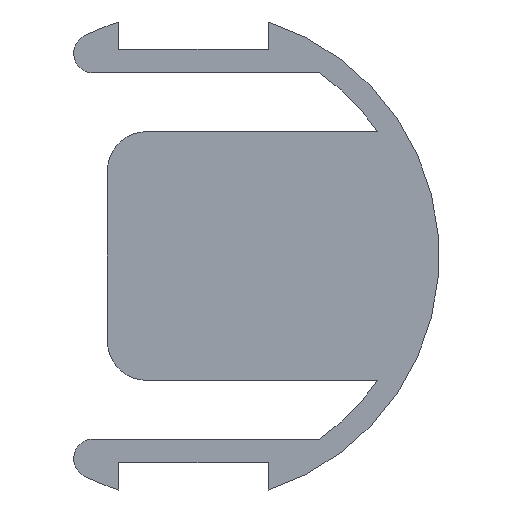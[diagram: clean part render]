
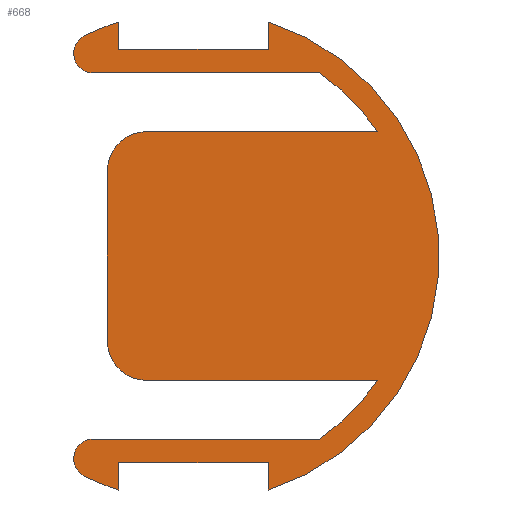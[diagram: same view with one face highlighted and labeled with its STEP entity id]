
A CAD part, left-side view. The second image highlights one B-rep face of the part: STEP entity #668.
In plain terms, the highlighted planar face has unit normal (-1, 0, 0).
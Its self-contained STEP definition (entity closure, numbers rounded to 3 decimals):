
#31=PLANE('',#717);
#57=FACE_OUTER_BOUND('',#92,.T.);
#92=EDGE_LOOP('',(#529,#530,#531,#532,#533,#534,#535,#536,#537,#538,#539,
#540,#541,#542,#543,#544,#545,#546,#547,#548));
#161=LINE('',#1058,#238);
#162=LINE('',#1062,#239);
#163=LINE('',#1066,#240);
#164=LINE('',#1070,#241);
#165=LINE('',#1076,#242);
#166=LINE('',#1078,#243);
#167=LINE('',#1080,#244);
#168=LINE('',#1084,#245);
#169=LINE('',#1086,#246);
#170=LINE('',#1088,#247);
#171=LINE('',#1094,#248);
#238=VECTOR('',#844,10.);
#239=VECTOR('',#847,10.);
#240=VECTOR('',#850,10.);
#241=VECTOR('',#853,10.);
#242=VECTOR('',#858,10.);
#243=VECTOR('',#859,10.);
#244=VECTOR('',#860,10.);
#245=VECTOR('',#863,10.);
#246=VECTOR('',#864,10.);
#247=VECTOR('',#865,10.);
#248=VECTOR('',#870,10.);
#283=CIRCLE('',#718,2.);
#284=CIRCLE('',#719,2.);
#285=CIRCLE('',#720,11.35);
#286=CIRCLE('',#721,1.);
#287=CIRCLE('',#722,12.55);
#288=CIRCLE('',#723,12.55);
#289=CIRCLE('',#724,12.55);
#290=CIRCLE('',#725,1.);
#291=CIRCLE('',#726,11.35);
#336=VERTEX_POINT('',#1056);
#337=VERTEX_POINT('',#1057);
#338=VERTEX_POINT('',#1059);
#339=VERTEX_POINT('',#1061);
#340=VERTEX_POINT('',#1063);
#341=VERTEX_POINT('',#1065);
#342=VERTEX_POINT('',#1067);
#343=VERTEX_POINT('',#1069);
#344=VERTEX_POINT('',#1071);
#345=VERTEX_POINT('',#1073);
#346=VERTEX_POINT('',#1075);
#347=VERTEX_POINT('',#1077);
#348=VERTEX_POINT('',#1079);
#349=VERTEX_POINT('',#1081);
#350=VERTEX_POINT('',#1083);
#351=VERTEX_POINT('',#1085);
#352=VERTEX_POINT('',#1087);
#353=VERTEX_POINT('',#1089);
#354=VERTEX_POINT('',#1091);
#355=VERTEX_POINT('',#1093);
#410=EDGE_CURVE('',#336,#337,#161,.T.);
#411=EDGE_CURVE('',#337,#338,#283,.T.);
#412=EDGE_CURVE('',#338,#339,#162,.T.);
#413=EDGE_CURVE('',#339,#340,#284,.T.);
#414=EDGE_CURVE('',#340,#341,#163,.T.);
#415=EDGE_CURVE('',#341,#342,#285,.T.);
#416=EDGE_CURVE('',#342,#343,#164,.T.);
#417=EDGE_CURVE('',#343,#344,#286,.T.);
#418=EDGE_CURVE('',#344,#345,#287,.T.);
#419=EDGE_CURVE('',#345,#346,#165,.T.);
#420=EDGE_CURVE('',#346,#347,#166,.T.);
#421=EDGE_CURVE('',#347,#348,#167,.T.);
#422=EDGE_CURVE('',#348,#349,#288,.T.);
#423=EDGE_CURVE('',#349,#350,#168,.T.);
#424=EDGE_CURVE('',#350,#351,#169,.T.);
#425=EDGE_CURVE('',#351,#352,#170,.T.);
#426=EDGE_CURVE('',#352,#353,#289,.T.);
#427=EDGE_CURVE('',#353,#354,#290,.T.);
#428=EDGE_CURVE('',#354,#355,#171,.T.);
#429=EDGE_CURVE('',#355,#336,#291,.T.);
#529=ORIENTED_EDGE('',*,*,#410,.T.);
#530=ORIENTED_EDGE('',*,*,#411,.T.);
#531=ORIENTED_EDGE('',*,*,#412,.T.);
#532=ORIENTED_EDGE('',*,*,#413,.T.);
#533=ORIENTED_EDGE('',*,*,#414,.T.);
#534=ORIENTED_EDGE('',*,*,#415,.T.);
#535=ORIENTED_EDGE('',*,*,#416,.T.);
#536=ORIENTED_EDGE('',*,*,#417,.T.);
#537=ORIENTED_EDGE('',*,*,#418,.T.);
#538=ORIENTED_EDGE('',*,*,#419,.T.);
#539=ORIENTED_EDGE('',*,*,#420,.T.);
#540=ORIENTED_EDGE('',*,*,#421,.T.);
#541=ORIENTED_EDGE('',*,*,#422,.T.);
#542=ORIENTED_EDGE('',*,*,#423,.T.);
#543=ORIENTED_EDGE('',*,*,#424,.T.);
#544=ORIENTED_EDGE('',*,*,#425,.T.);
#545=ORIENTED_EDGE('',*,*,#426,.T.);
#546=ORIENTED_EDGE('',*,*,#427,.T.);
#547=ORIENTED_EDGE('',*,*,#428,.T.);
#548=ORIENTED_EDGE('',*,*,#429,.T.);
#668=ADVANCED_FACE('',(#57),#31,.T.);
#717=AXIS2_PLACEMENT_3D('',#1055,#842,#843);
#718=AXIS2_PLACEMENT_3D('',#1060,#845,#846);
#719=AXIS2_PLACEMENT_3D('',#1064,#848,#849);
#720=AXIS2_PLACEMENT_3D('',#1068,#851,#852);
#721=AXIS2_PLACEMENT_3D('',#1072,#854,#855);
#722=AXIS2_PLACEMENT_3D('',#1074,#856,#857);
#723=AXIS2_PLACEMENT_3D('',#1082,#861,#862);
#724=AXIS2_PLACEMENT_3D('',#1090,#866,#867);
#725=AXIS2_PLACEMENT_3D('',#1092,#868,#869);
#726=AXIS2_PLACEMENT_3D('',#1095,#871,#872);
#842=DIRECTION('center_axis',(-1.,0.,0.));
#843=DIRECTION('ref_axis',(0.,0.,1.));
#844=DIRECTION('',(0.,1.,0.));
#845=DIRECTION('center_axis',(-1.,0.,0.));
#846=DIRECTION('ref_axis',(0.,0.,1.));
#847=DIRECTION('',(0.,0.,-1.));
#848=DIRECTION('center_axis',(-1.,0.,0.));
#849=DIRECTION('ref_axis',(0.,1.,0.));
#850=DIRECTION('',(0.,-1.,0.));
#851=DIRECTION('center_axis',(1.,0.,0.));
#852=DIRECTION('ref_axis',(0.,-0.567,-0.824));
#853=DIRECTION('',(0.,1.,0.));
#854=DIRECTION('center_axis',(-1.,0.,0.));
#855=DIRECTION('ref_axis',(0.,0.,1.));
#856=DIRECTION('center_axis',(-1.,0.,0.));
#857=DIRECTION('ref_axis',(0.,0.443,-0.896));
#858=DIRECTION('',(0.,0.,1.));
#859=DIRECTION('',(0.,-1.,0.));
#860=DIRECTION('',(0.,0.,-1.));
#861=DIRECTION('center_axis',(-1.,0.,0.));
#862=DIRECTION('ref_axis',(0.,-0.305,-0.952));
#863=DIRECTION('',(0.,0.,-1.));
#864=DIRECTION('',(0.,1.,0.));
#865=DIRECTION('',(0.,0.,1.));
#866=DIRECTION('center_axis',(-1.,0.,0.));
#867=DIRECTION('ref_axis',(0.,0.305,0.952));
#868=DIRECTION('center_axis',(-1.,0.,0.));
#869=DIRECTION('ref_axis',(0.,0.443,0.896));
#870=DIRECTION('',(0.,-1.,0.));
#871=DIRECTION('center_axis',(1.,0.,0.));
#872=DIRECTION('ref_axis',(0.,-0.829,0.56));
#1055=CARTESIAN_POINT('Origin',(-3.7,-3.215,0.));
#1056=CARTESIAN_POINT('',(-3.7,-9.405,6.353));
#1057=CARTESIAN_POINT('',(-3.7,2.395,6.353));
#1058=CARTESIAN_POINT('',(-3.7,-9.405,6.353));
#1059=CARTESIAN_POINT('',(-3.7,4.395,4.353));
#1060=CARTESIAN_POINT('Origin',(-3.7,2.395,4.353));
#1061=CARTESIAN_POINT('',(-3.7,4.395,-4.353));
#1062=CARTESIAN_POINT('',(-3.7,4.395,4.353));
#1063=CARTESIAN_POINT('',(-3.7,2.395,-6.353));
#1064=CARTESIAN_POINT('Origin',(-3.7,2.395,-4.353));
#1065=CARTESIAN_POINT('',(-3.7,-9.405,-6.353));
#1066=CARTESIAN_POINT('',(-3.7,2.395,-6.353));
#1067=CARTESIAN_POINT('',(-3.7,-6.43,-9.353));
#1068=CARTESIAN_POINT('Origin',(-3.7,0.,0.));
#1069=CARTESIAN_POINT('',(-3.7,5.121,-9.353));
#1070=CARTESIAN_POINT('',(-3.7,-6.43,-9.353));
#1071=CARTESIAN_POINT('',(-3.7,5.564,-11.249));
#1072=CARTESIAN_POINT('Origin',(-3.7,5.121,-10.353));
#1073=CARTESIAN_POINT('',(-3.7,3.825,-11.953));
#1074=CARTESIAN_POINT('Origin',(-3.7,0.,0.));
#1075=CARTESIAN_POINT('',(-3.7,3.825,-10.553));
#1076=CARTESIAN_POINT('',(-3.7,3.825,-11.953));
#1077=CARTESIAN_POINT('',(-3.7,-3.825,-10.553));
#1078=CARTESIAN_POINT('',(-3.7,3.825,-10.553));
#1079=CARTESIAN_POINT('',(-3.7,-3.825,-11.953));
#1080=CARTESIAN_POINT('',(-3.7,-3.825,-10.553));
#1081=CARTESIAN_POINT('',(-3.7,-3.825,11.953));
#1082=CARTESIAN_POINT('Origin',(-3.7,0.,0.));
#1083=CARTESIAN_POINT('',(-3.7,-3.825,10.553));
#1084=CARTESIAN_POINT('',(-3.7,-3.825,11.953));
#1085=CARTESIAN_POINT('',(-3.7,3.825,10.553));
#1086=CARTESIAN_POINT('',(-3.7,-3.825,10.553));
#1087=CARTESIAN_POINT('',(-3.7,3.825,11.953));
#1088=CARTESIAN_POINT('',(-3.7,3.825,10.553));
#1089=CARTESIAN_POINT('',(-3.7,5.564,11.249));
#1090=CARTESIAN_POINT('Origin',(-3.7,0.,0.));
#1091=CARTESIAN_POINT('',(-3.7,5.121,9.353));
#1092=CARTESIAN_POINT('Origin',(-3.7,5.121,10.353));
#1093=CARTESIAN_POINT('',(-3.7,-6.43,9.353));
#1094=CARTESIAN_POINT('',(-3.7,5.121,9.353));
#1095=CARTESIAN_POINT('Origin',(-3.7,0.,0.));
